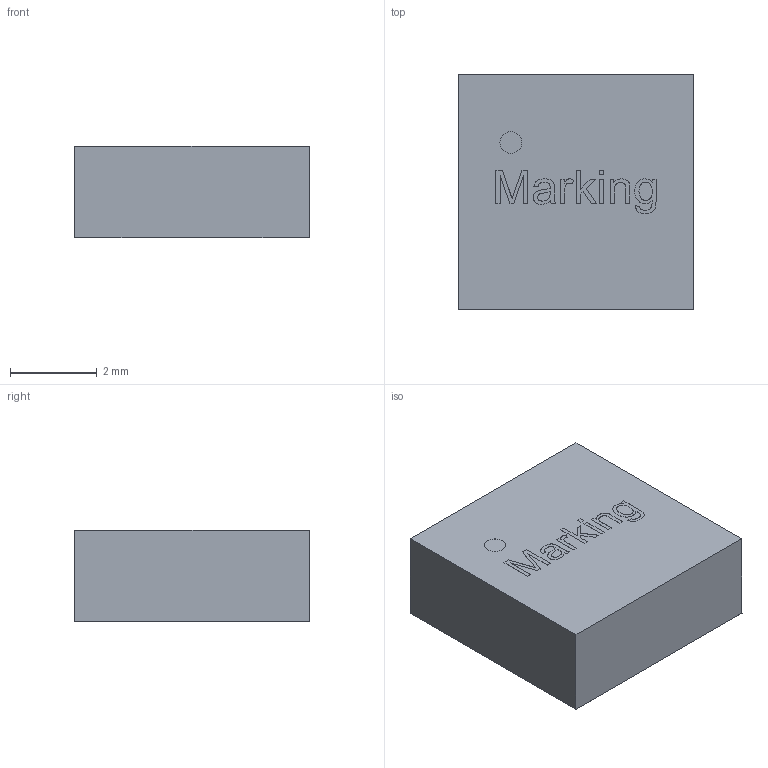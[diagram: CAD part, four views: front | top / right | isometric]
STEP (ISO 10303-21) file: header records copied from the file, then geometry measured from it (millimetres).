
FILE_DESCRIPTION( ( 'Unknown' ), '1' );
FILE_NAME( '78438366xxx_5020.stp', 'Unknown', ( 'Unknown' ), ( 'Unknown' ), 'PSStep 21.0.46', 'Unknown', ' ' );
FILE_SCHEMA( ( 'AUTOMOTIVE_DESIGN { 1 0 10303 214 1 1 1 1 }' ) );
Length unit declared in the file: millimetre
Products named in the file (3): Assem1; body_SSMC_5020; land_pattern
Assembly tree (3 placements, depth 2):
  Assem1
    body_SSMC_5020
    land_pattern  x2
Bounding box: 5.4 x 5.4 x 2.1 mm (x, y, z)
Volume: 61.2 mm3; surface area: 138.3 mm2
Topology: 3 solids, 3 shells, 96 faces, 237 edges, 158 vertices
Faces by surface type: plane 79, extrusion 16, cylinder 1
Full cylindrical faces by diameter (mm): 0.5 x1
Entity records: 4056 total; most frequent: CARTESIAN_POINT 1368, ORIENTED_EDGE 446, DIRECTION 273, EDGE_CURVE 223, VERTEX_POINT 150, B_SPLINE_CURVE_WITH_KNOTS 140, VECTOR 113, EDGE_LOOP 103
